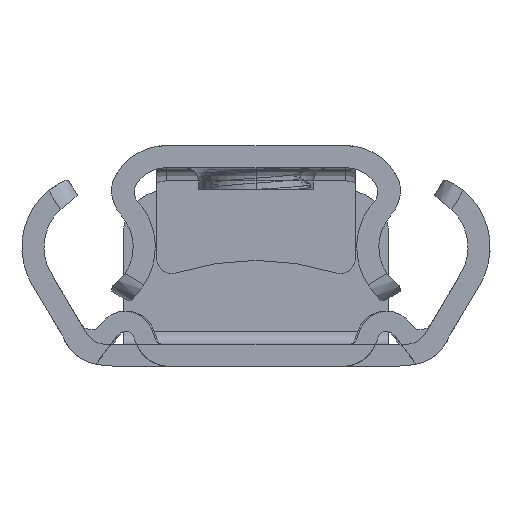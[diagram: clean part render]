
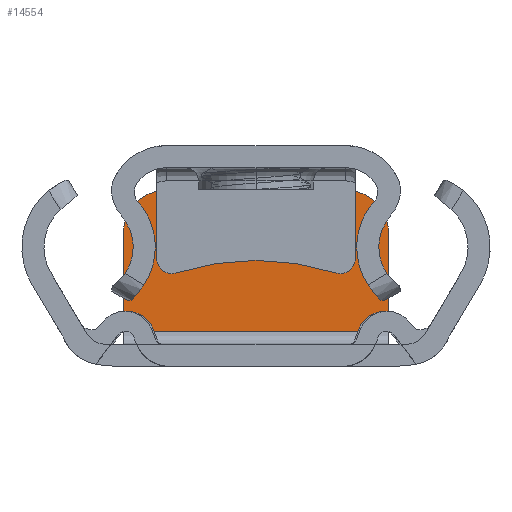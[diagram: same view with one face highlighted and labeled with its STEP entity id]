
A CAD part, left-side view. The second image highlights one B-rep face of the part: STEP entity #14554.
In plain terms, the highlighted planar face has unit normal (-1, 0, 0).
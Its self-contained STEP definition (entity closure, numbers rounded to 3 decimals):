
#186 = LINE ( 'NONE', #13701, #7826 ) ;
#228 = CIRCLE ( 'NONE', #9400, 1. ) ;
#303 = VERTEX_POINT ( 'NONE', #11774 ) ;
#379 = EDGE_CURVE ( 'NONE', #7658, #5629, #6934, .T. ) ;
#494 = ORIENTED_EDGE ( 'NONE', *, *, #4702, .T. ) ;
#511 = CARTESIAN_POINT ( 'NONE',  ( 214.5, -2.966, 3.259 ) ) ;
#864 = AXIS2_PLACEMENT_3D ( 'NONE', #9375, #10832, #1826 ) ;
#963 = EDGE_CURVE ( 'NONE', #303, #7658, #4545, .T. ) ;
#1826 = DIRECTION ( 'NONE',  ( 0., 0., -1. ) ) ;
#1859 = LINE ( 'NONE', #6949, #10339 ) ;
#1968 = VECTOR ( 'NONE', #7327, 1000. ) ;
#2813 = VERTEX_POINT ( 'NONE', #8817 ) ;
#2899 = VERTEX_POINT ( 'NONE', #8976 ) ;
#3506 = ORIENTED_EDGE ( 'NONE', *, *, #13074, .F. ) ;
#3560 = DIRECTION ( 'NONE',  ( 0., 0., -1. ) ) ;
#3629 = CARTESIAN_POINT ( 'NONE',  ( 214.5, -3., 0.8 ) ) ;
#3795 = DIRECTION ( 'NONE',  ( 0., -1., 0. ) ) ;
#3960 = LINE ( 'NONE', #11259, #13215 ) ;
#4545 = CIRCLE ( 'NONE', #864, 1. ) ;
#4702 = EDGE_CURVE ( 'NONE', #13411, #2899, #1859, .T. ) ;
#4709 = CARTESIAN_POINT ( 'NONE',  ( 214.5, 3., 0. ) ) ;
#4814 = VERTEX_POINT ( 'NONE', #5551 ) ;
#5052 = CARTESIAN_POINT ( 'NONE',  ( 214.5, 2.966, 3.259 ) ) ;
#5175 = ORIENTED_EDGE ( 'NONE', *, *, #5562, .T. ) ;
#5551 = CARTESIAN_POINT ( 'NONE',  ( 214.5, -3., 0.8 ) ) ;
#5555 = EDGE_CURVE ( 'NONE', #8939, #4814, #9949, .T. ) ;
#5562 = EDGE_CURVE ( 'NONE', #2899, #8939, #10849, .T. ) ;
#5606 = EDGE_CURVE ( 'NONE', #5629, #4814, #3960, .T. ) ;
#5629 = VERTEX_POINT ( 'NONE', #8960 ) ;
#6038 = ORIENTED_EDGE ( 'NONE', *, *, #5606, .F. ) ;
#6314 = DIRECTION ( 'NONE',  ( 0., 0., -1. ) ) ;
#6934 = LINE ( 'NONE', #9551, #9511 ) ;
#6949 = CARTESIAN_POINT ( 'NONE',  ( 214.5, 3.582, 0.96 ) ) ;
#7327 = DIRECTION ( 'NONE',  ( 0., 0., -1. ) ) ;
#7366 = PLANE ( 'NONE',  #11764 ) ;
#7450 = CARTESIAN_POINT ( 'NONE',  ( 214.5, 0., 0. ) ) ;
#7658 = VERTEX_POINT ( 'NONE', #511 ) ;
#7826 = VECTOR ( 'NONE', #3795, 1000. ) ;
#8548 = DIRECTION ( 'NONE',  ( 0., -1., 0. ) ) ;
#8717 = DIRECTION ( 'NONE',  ( 0., 0., -1. ) ) ;
#8817 = CARTESIAN_POINT ( 'NONE',  ( 214.5, 2., 4. ) ) ;
#8913 = ORIENTED_EDGE ( 'NONE', *, *, #5555, .T. ) ;
#8939 = VERTEX_POINT ( 'NONE', #9974 ) ;
#8960 = CARTESIAN_POINT ( 'NONE',  ( 214.5, -3., 3.132 ) ) ;
#8976 = CARTESIAN_POINT ( 'NONE',  ( 214.5, 3., 3.132 ) ) ;
#9375 = CARTESIAN_POINT ( 'NONE',  ( 214.5, -2., 3. ) ) ;
#9400 = AXIS2_PLACEMENT_3D ( 'NONE', #12246, #9505, #3560 ) ;
#9487 = DIRECTION ( 'NONE',  ( 0., 0.259, -0.966 ) ) ;
#9505 = DIRECTION ( 'NONE',  ( 1., 0., 0. ) ) ;
#9511 = VECTOR ( 'NONE', #11837, 1000. ) ;
#9551 = CARTESIAN_POINT ( 'NONE',  ( 214.5, -3.582, 0.96 ) ) ;
#9564 = VECTOR ( 'NONE', #8548, 1000. ) ;
#9949 = LINE ( 'NONE', #3629, #9564 ) ;
#9974 = CARTESIAN_POINT ( 'NONE',  ( 214.5, 3., 0.8 ) ) ;
#9995 = DIRECTION ( 'NONE',  ( 1., 0., 0. ) ) ;
#10339 = VECTOR ( 'NONE', #9487, 1000. ) ;
#10505 = ORIENTED_EDGE ( 'NONE', *, *, #379, .F. ) ;
#10566 = ORIENTED_EDGE ( 'NONE', *, *, #13350, .F. ) ;
#10832 = DIRECTION ( 'NONE',  ( 1., 0., 0. ) ) ;
#10849 = LINE ( 'NONE', #4709, #1968 ) ;
#11132 = FACE_OUTER_BOUND ( 'NONE', #14287, .T. ) ;
#11259 = CARTESIAN_POINT ( 'NONE',  ( 214.5, -3., 0. ) ) ;
#11764 = AXIS2_PLACEMENT_3D ( 'NONE', #7450, #9995, #6314 ) ;
#11774 = CARTESIAN_POINT ( 'NONE',  ( 214.5, -2., 4. ) ) ;
#11837 = DIRECTION ( 'NONE',  ( 0., -0.259, -0.966 ) ) ;
#11912 = ORIENTED_EDGE ( 'NONE', *, *, #963, .F. ) ;
#12246 = CARTESIAN_POINT ( 'NONE',  ( 214.5, 2., 3. ) ) ;
#13074 = EDGE_CURVE ( 'NONE', #2813, #303, #186, .T. ) ;
#13215 = VECTOR ( 'NONE', #8717, 1000. ) ;
#13350 = EDGE_CURVE ( 'NONE', #13411, #2813, #228, .T. ) ;
#13411 = VERTEX_POINT ( 'NONE', #5052 ) ;
#13701 = CARTESIAN_POINT ( 'NONE',  ( 214.5, 0., 4. ) ) ;
#14287 = EDGE_LOOP ( 'NONE', ( #5175, #8913, #6038, #10505, #11912, #3506, #10566, #494 ) ) ;
#14554 = ADVANCED_FACE ( 'NONE', ( #11132 ), #7366, .F. ) ;
